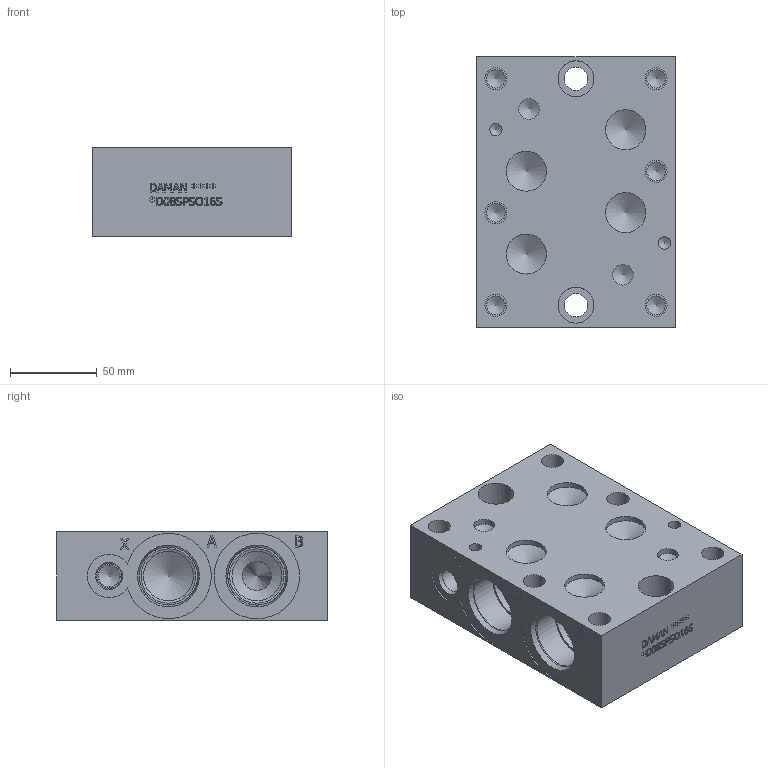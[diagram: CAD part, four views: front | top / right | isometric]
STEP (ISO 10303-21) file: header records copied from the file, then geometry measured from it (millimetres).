
FILE_DESCRIPTION(/* description */ (''),/* implementation_level */ '2;1');
FILE_NAME(/* name */ '_D08SPSO16S.stp',/* time_stamp */ '2020-03-10T14:52:04-04:00',/* author */ ('alexanderw'),/* organization */ (''),/* preprocessor_version */ 'ST-DEVELOPER v17',/* originating_system */ 'Autodesk Inventor 2019',/* authorisation */ '');
FILE_SCHEMA (('AUTOMOTIVE_DESIGN { 1 0 10303 214 3 1 1 }'));
Length unit declared in the file: millimetre
Products named in the file (1): Part_AD08SPSO16S_3D
Bounding box: 114.3 x 155.57 x 50.8 mm (x, y, z)
Volume: 714897.7 mm3; surface area: 95041.8 mm2
Topology: 1 solids, 1 shells, 560 faces, 1524 edges, 1024 vertices
Faces by surface type: plane 303, bspline 159, cylinder 56, cone 42
Full cylindrical faces by diameter (mm): 7.137 x2, 10.719 x6, 11.887 x2, 12.294 x2, 12.7 x6, 12.9 x2, 13.487 x2, 14.275 x2, 14.529 x2, 20.625 x2, 23.012 x3, 23.017 x1, 28.575 x4, 31.267 x4, 33.34 x2, 33.35 x2, 33.757 x4, 35.509 x2, 49.124 x2
Entity records: 18846 total; most frequent: CARTESIAN_POINT 5156, ORIENTED_EDGE 3008, DIRECTION 2190, EDGE_CURVE 1504, VERTEX_POINT 1024, LINE 986, VECTOR 986, EDGE_LOOP 642
